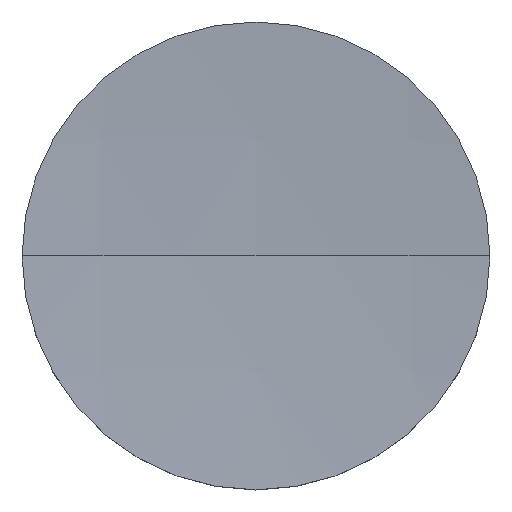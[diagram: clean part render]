
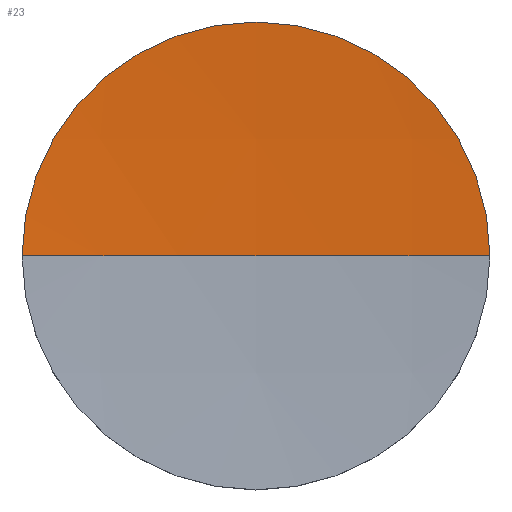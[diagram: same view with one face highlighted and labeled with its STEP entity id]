
A CAD part, top view. The second image highlights one B-rep face of the part: STEP entity #23.
In plain terms, the highlighted spherical face has radius 500 mm.
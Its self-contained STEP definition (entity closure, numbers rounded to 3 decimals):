
#13 = DIRECTION ( 'NONE',  ( 0., 0., -1. ) ) ;
#14 = DIRECTION ( 'NONE',  ( 0., -1., 0. ) ) ;
#23 = ADVANCED_FACE ( 'NONE', ( #148 ), #132, .F. ) ;
#26 = DIRECTION ( 'NONE',  ( 0., 1., 0. ) ) ;
#33 = ORIENTED_EDGE ( 'NONE', *, *, #110, .T. ) ;
#35 = CIRCLE ( 'NONE', #77, 500. ) ;
#43 = CARTESIAN_POINT ( 'NONE',  ( -38.1, 0., 12.7 ) ) ;
#45 = DIRECTION ( 'NONE',  ( 0., -1., 0. ) ) ;
#53 = AXIS2_PLACEMENT_3D ( 'NONE', #59, #14, #98 ) ;
#54 = AXIS2_PLACEMENT_3D ( 'NONE', #181, #45, #58 ) ;
#58 = DIRECTION ( 'NONE',  ( 1., 0., 0. ) ) ;
#59 = CARTESIAN_POINT ( 'NONE',  ( 0., 0., 511.246 ) ) ;
#68 = VERTEX_POINT ( 'NONE', #85 ) ;
#77 = AXIS2_PLACEMENT_3D ( 'NONE', #81, #26, #163 ) ;
#78 = EDGE_CURVE ( 'NONE', #68, #151, #35, .T. ) ;
#81 = CARTESIAN_POINT ( 'NONE',  ( 0., 0., 511.246 ) ) ;
#85 = CARTESIAN_POINT ( 'NONE',  ( 38.1, 0., 12.7 ) ) ;
#96 = CIRCLE ( 'NONE', #128, 38.1 ) ;
#98 = DIRECTION ( 'NONE',  ( 1., 0., 0. ) ) ;
#110 = EDGE_CURVE ( 'NONE', #143, #151, #113, .T. ) ;
#113 = CIRCLE ( 'NONE', #53, 500. ) ;
#128 = AXIS2_PLACEMENT_3D ( 'NONE', #147, #13, #133 ) ;
#130 = ORIENTED_EDGE ( 'NONE', *, *, #78, .F. ) ;
#132 = SPHERICAL_SURFACE ( 'NONE', #54, 500. ) ;
#133 = DIRECTION ( 'NONE',  ( 1., 0., 0. ) ) ;
#143 = VERTEX_POINT ( 'NONE', #43 ) ;
#147 = CARTESIAN_POINT ( 'NONE',  ( 0., 0., 12.7 ) ) ;
#148 = FACE_OUTER_BOUND ( 'NONE', #174, .T. ) ;
#151 = VERTEX_POINT ( 'NONE', #179 ) ;
#163 = DIRECTION ( 'NONE',  ( 0., 0., 1. ) ) ;
#167 = EDGE_CURVE ( 'NONE', #143, #68, #96, .T. ) ;
#174 = EDGE_LOOP ( 'NONE', ( #176, #33, #130 ) ) ;
#176 = ORIENTED_EDGE ( 'NONE', *, *, #167, .F. ) ;
#179 = CARTESIAN_POINT ( 'NONE',  ( 0., 0., 11.246 ) ) ;
#181 = CARTESIAN_POINT ( 'NONE',  ( 0., 0., 511.246 ) ) ;
